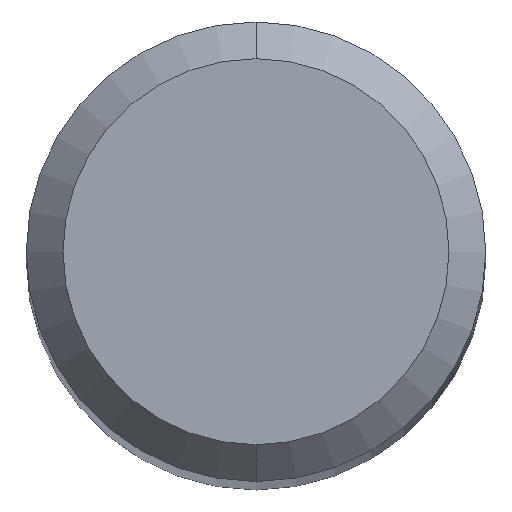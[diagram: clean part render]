
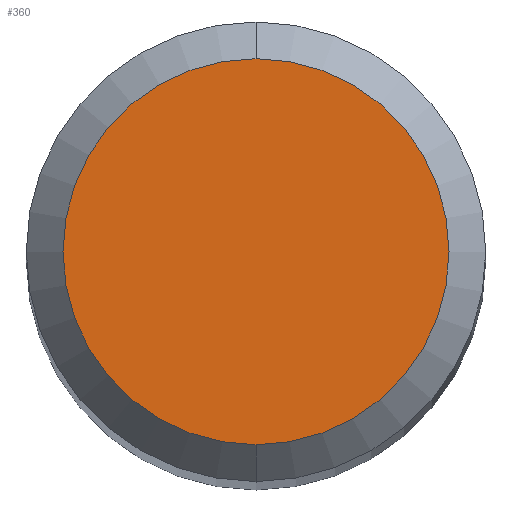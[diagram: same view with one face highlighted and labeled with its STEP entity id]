
A CAD part, top view. The second image highlights one B-rep face of the part: STEP entity #360.
In plain terms, the highlighted planar face has unit normal (0, 0, 1).
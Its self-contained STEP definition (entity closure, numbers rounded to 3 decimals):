
#360=ADVANCED_FACE('',(#678),#679,.T.);
#370=VERTEX_POINT('',#690);
#390=VERTEX_POINT('',#710);
#400=EDGE_CURVE('',#390,#370,#722,.T.);
#416=EDGE_CURVE('',#370,#390,#742,.T.);
#678=FACE_OUTER_BOUND('',#1251,.T.);
#679=PLANE('',#1252);
#690=CARTESIAN_POINT('',(0.0,2.1,0.0));
#710=CARTESIAN_POINT('',(0.,-2.1,0.0));
#722=CIRCLE('',#1312,2.1);
#742=CIRCLE('',#1334,2.1);
#1251=EDGE_LOOP('',(#1617,#1618));
#1252=AXIS2_PLACEMENT_3D('',#1619,#1620,#1621);
#1312=AXIS2_PLACEMENT_3D('',#1665,#1666,#1667);
#1334=AXIS2_PLACEMENT_3D('',#1710,#1711,#1712);
#1617=ORIENTED_EDGE('',*,*,#416,.F.);
#1618=ORIENTED_EDGE('',*,*,#400,.F.);
#1619=CARTESIAN_POINT('',(0.0,1.05,0.0));
#1620=DIRECTION('',(-0.0,0.0,1.0));
#1621=DIRECTION('',(0.0,-1.0,0.0));
#1665=CARTESIAN_POINT('',(0.0,0.0,0.0));
#1666=DIRECTION('',(0.0,0.0,-1.0));
#1667=DIRECTION('',(0.0,1.0,0.0));
#1710=CARTESIAN_POINT('',(0.0,0.0,0.0));
#1711=DIRECTION('',(0.0,0.0,-1.0));
#1712=DIRECTION('',(0.0,1.0,0.0));
